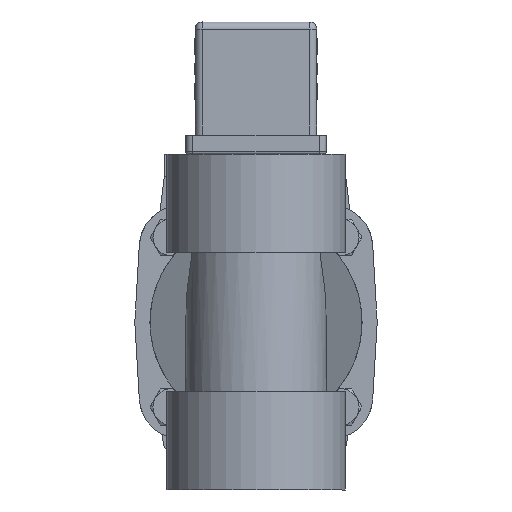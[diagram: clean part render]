
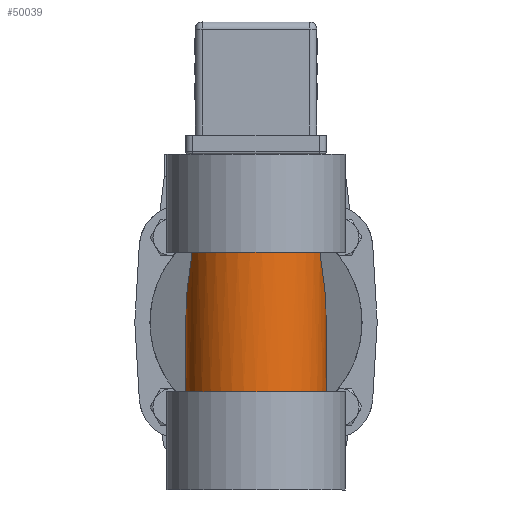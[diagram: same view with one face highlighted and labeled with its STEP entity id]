
A CAD part, front view. The second image highlights one B-rep face of the part: STEP entity #50039.
In plain terms, the highlighted cylindrical face has radius 14.808 mm (diameter 29.616 mm), a partial arc.
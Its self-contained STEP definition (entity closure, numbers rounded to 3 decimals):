
#731 = CARTESIAN_POINT ( 'NONE',  ( 14.808, 0., -1.777 ) ) ;
#6451 = CARTESIAN_POINT ( 'NONE',  ( -14.808, 0., 14.611 ) ) ;
#7077 = FACE_OUTER_BOUND ( 'NONE', #24670, .T. ) ;
#7508 = CARTESIAN_POINT ( 'NONE',  ( 0., 0., 14.611 ) ) ;
#8138 = EDGE_CURVE ( 'NONE', #21576, #31537, #47415, .T. ) ;
#8252 = VERTEX_POINT ( 'NONE', #66844 ) ;
#10234 = CARTESIAN_POINT ( 'NONE',  ( -14.808, 0., -1.777 ) ) ;
#13450 = CARTESIAN_POINT ( 'NONE',  ( -14.808, 0., -1.777 ) ) ;
#13615 = VERTEX_POINT ( 'NONE', #10234 ) ;
#13908 = DIRECTION ( 'NONE',  ( -1., 0., 0. ) ) ;
#13984 = CARTESIAN_POINT ( 'NONE',  ( -14.808, -2.199, 3.914 ) ) ;
#15221 = DIRECTION ( 'NONE',  ( 0., 0., -1. ) ) ;
#16764 = AXIS2_PLACEMENT_3D ( 'NONE', #7508, #51960, #13908 ) ;
#21576 = VERTEX_POINT ( 'NONE', #49621 ) ;
#22064 = CARTESIAN_POINT ( 'NONE',  ( -13.387, -6.331, 14.611 ) ) ;
#24670 = EDGE_LOOP ( 'NONE', ( #27565, #55405, #47940, #38002, #29084, #48571 ) ) ;
#24699 = AXIS2_PLACEMENT_3D ( 'NONE', #30252, #74697, #62117 ) ;
#25831 = EDGE_CURVE ( 'NONE', #40813, #40798, #50676, .T. ) ;
#26778 = CARTESIAN_POINT ( 'NONE',  ( -13.387, -6.331, 14.611 ) ) ;
#27420 = EDGE_CURVE ( 'NONE', #13615, #40798, #40619, .T. ) ;
#27565 = ORIENTED_EDGE ( 'NONE', *, *, #62504, .F. ) ;
#27872 = EDGE_CURVE ( 'NONE', #13615, #31537, #55787, .T. ) ;
#29084 = ORIENTED_EDGE ( 'NONE', *, *, #27872, .T. ) ;
#30252 = CARTESIAN_POINT ( 'NONE',  ( 0., 0., 14.611 ) ) ;
#31537 = VERTEX_POINT ( 'NONE', #38552 ) ;
#32437 = CARTESIAN_POINT ( 'NONE',  ( 13.387, -6.331, 14.611 ) ) ;
#34489 = AXIS2_PLACEMENT_3D ( 'NONE', #53259, #15221, #59648 ) ;
#35942 = CARTESIAN_POINT ( 'NONE',  ( 14.808, 0., 14.611 ) ) ;
#36972 = VECTOR ( 'NONE', #46428, 1000. ) ;
#38002 = ORIENTED_EDGE ( 'NONE', *, *, #27420, .F. ) ;
#38552 = CARTESIAN_POINT ( 'NONE',  ( -14.808, 0., -14.599 ) ) ;
#38830 = CARTESIAN_POINT ( 'NONE',  ( 14.808, -2.199, 3.914 ) ) ;
#40619 =( BOUNDED_CURVE ( )  B_SPLINE_CURVE ( 3, ( #13450, #13984, #64778, #26778 ),
 .UNSPECIFIED., .F., .F. ) 
 B_SPLINE_CURVE_WITH_KNOTS ( ( 4, 4 ),
 ( 1.571, 2.013 ),
 .UNSPECIFIED. ) 
 CURVE ( )  GEOMETRIC_REPRESENTATION_ITEM ( )  RATIONAL_B_SPLINE_CURVE ( ( 1., 0.984, 0.984, 1. ) ) 
 REPRESENTATION_ITEM ( '' )  );
#40694 = CARTESIAN_POINT ( 'NONE',  ( 13.387, -6.331, 14.611 ) ) ;
#40798 = VERTEX_POINT ( 'NONE', #22064 ) ;
#40813 = VERTEX_POINT ( 'NONE', #40694 ) ;
#46428 = DIRECTION ( 'NONE',  ( 0., 0., -1. ) ) ;
#47415 = CIRCLE ( 'NONE', #34489, 14.808 ) ;
#47940 = ORIENTED_EDGE ( 'NONE', *, *, #25831, .T. ) ;
#48571 = ORIENTED_EDGE ( 'NONE', *, *, #8138, .F. ) ;
#49621 = CARTESIAN_POINT ( 'NONE',  ( 14.808, 0., -14.599 ) ) ;
#50039 = ADVANCED_FACE ( 'NONE', ( #7077 ), #81604, .T. ) ;
#50399 = VECTOR ( 'NONE', #73958, 1000. ) ;
#50676 = CIRCLE ( 'NONE', #16764, 14.808 ) ;
#51960 = DIRECTION ( 'NONE',  ( 0., 0., -1. ) ) ;
#52376 = LINE ( 'NONE', #35942, #50399 ) ;
#53259 = CARTESIAN_POINT ( 'NONE',  ( 0., 0., -14.599 ) ) ;
#55405 = ORIENTED_EDGE ( 'NONE', *, *, #55588, .F. ) ;
#55588 = EDGE_CURVE ( 'NONE', #40813, #8252, #69665, .T. ) ;
#55787 = LINE ( 'NONE', #6451, #36972 ) ;
#59648 = DIRECTION ( 'NONE',  ( -1., 0., 0. ) ) ;
#62117 = DIRECTION ( 'NONE',  ( -1., 0., 0. ) ) ;
#62504 = EDGE_CURVE ( 'NONE', #8252, #21576, #52376, .T. ) ;
#64778 = CARTESIAN_POINT ( 'NONE',  ( -14.327, -4.344, 9.467 ) ) ;
#66844 = CARTESIAN_POINT ( 'NONE',  ( 14.808, 0., -1.777 ) ) ;
#69665 =( BOUNDED_CURVE ( )  B_SPLINE_CURVE ( 3, ( #32437, #70222, #38830, #731 ),
 .UNSPECIFIED., .F., .T. ) 
 B_SPLINE_CURVE_WITH_KNOTS ( ( 4, 4 ),
 ( 4.271, 4.712 ),
 .UNSPECIFIED. ) 
 CURVE ( )  GEOMETRIC_REPRESENTATION_ITEM ( )  RATIONAL_B_SPLINE_CURVE ( ( 1., 0.984, 0.984, 1. ) ) 
 REPRESENTATION_ITEM ( '' )  );
#70222 = CARTESIAN_POINT ( 'NONE',  ( 14.327, -4.344, 9.467 ) ) ;
#73958 = DIRECTION ( 'NONE',  ( 0., 0., -1. ) ) ;
#74697 = DIRECTION ( 'NONE',  ( 0., 0., -1. ) ) ;
#81604 = CYLINDRICAL_SURFACE ( 'NONE', #24699, 14.808 ) ;
